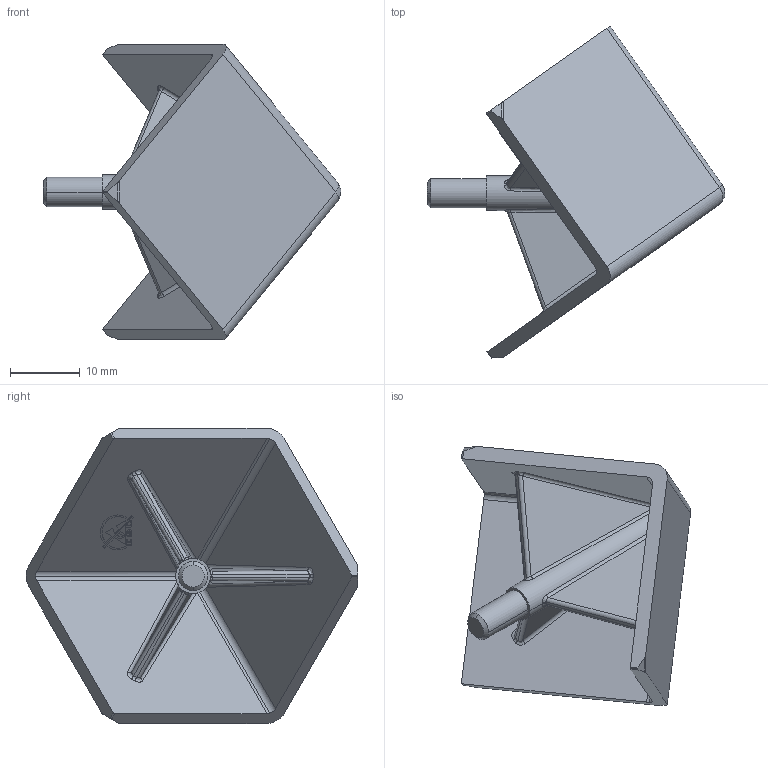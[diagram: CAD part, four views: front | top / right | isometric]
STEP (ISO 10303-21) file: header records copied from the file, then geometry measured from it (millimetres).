
FILE_DESCRIPTION (( 'STEP AP214' ), '1' );
FILE_NAME ('6128072', '2019-01-28T16:35:54', ( '' ), ('JUGARD+KÜNSTNER GmbH'), 'SwSTEP 2.0', 'SolidWorks 2017', '' );
FILE_SCHEMA (( 'AUTOMOTIVE_DESIGN' ));
Length unit declared in the file: millimetre
Products named in the file (1): 6128072
Bounding box: 42.77 x 47.69 x 42.43 mm (x, y, z)
Volume: 6647.3 mm3; surface area: 6734.9 mm2
Topology: 1 solids, 1 shells, 201 faces, 557 edges, 364 vertices
Faces by surface type: plane 127, cylinder 42, bspline 30, cone 2
Entity records: 7252 total; most frequent: CARTESIAN_POINT 2373, ORIENTED_EDGE 1112, DIRECTION 857, EDGE_CURVE 556, LINE 391, VECTOR 391, VERTEX_POINT 364, AXIS2_PLACEMENT_3D 233
